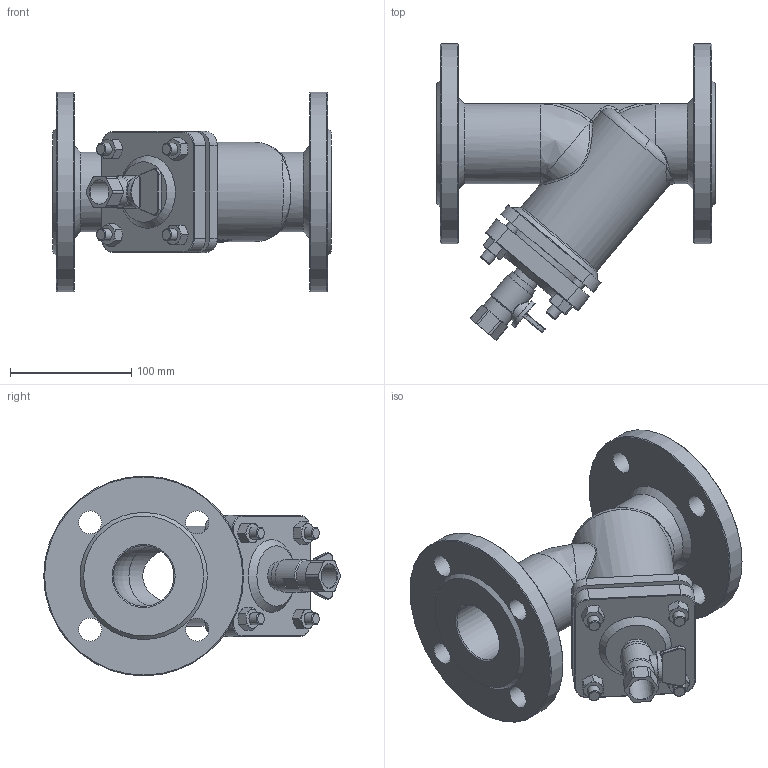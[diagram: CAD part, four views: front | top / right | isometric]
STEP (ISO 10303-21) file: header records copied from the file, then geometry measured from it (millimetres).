
FILE_DESCRIPTION(/* description */ (''),/* implementation_level */ '2;1');
FILE_NAME(/* name */ 'DN50_3D_STEP.stp',/* time_stamp */ '2024-11-30T20:40:02+03:00',/* author */ ('igorr'),/* organization */ (''),/* preprocessor_version */ 'ST-DEVELOPER v20',/* originating_system */ 'Autodesk Inventor 2025',/* authorisation */ '');
FILE_SCHEMA (('AUTOMOTIVE_DESIGN { 1 0 10303 214 3 1 1 }'));
Length unit declared in the file: millimetre
Products named in the file (4): Сборка; Деталь1; Деталь2; ANSI B18.2.4.2M - M10x1,5
Assembly tree (6 placements, depth 2):
  Сборка
    Деталь1
    Деталь2
    ANSI B18.2.4.2M - M10x1,5  x4
Bounding box: 230 x 244.79 x 165 mm (x, y, z)
Volume: 1532537.9 mm3; surface area: 237953 mm2
Topology: 6 solids, 6 shells, 364 faces, 874 edges, 543 vertices
Faces by surface type: plane 124, cone 82, cylinder 74, bspline 61, torus 21, sphere 2
Full cylindrical faces by diameter (mm): 8.376 x4, 10 x8, 19 x8, 20 x2, 22 x1, 25 x2, 26 x1, 27 x1, 50 x4, 66 x2, 82 x2, 165 x2
Entity records: 11400 total; most frequent: CARTESIAN_POINT 4271, ORIENTED_EDGE 1444, DIRECTION 1301, EDGE_CURVE 722, AXIS2_PLACEMENT_3D 525, VERTEX_POINT 456, EDGE_LOOP 346, FACE_OUTER_BOUND 295
